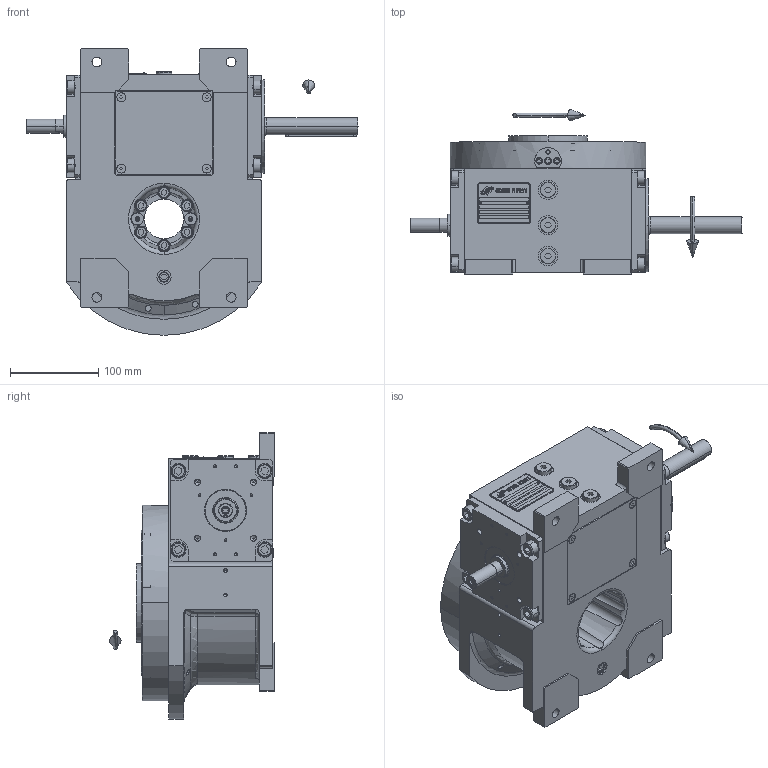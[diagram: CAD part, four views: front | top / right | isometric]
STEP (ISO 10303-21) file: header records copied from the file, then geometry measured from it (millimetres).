
FILE_DESCRIPTION (( 'STEP AP203' ), '1' );
FILE_NAME ('PC5200593.step', '2024-09-04T14:26:52', ( '' ), ( '' ), 'SwSTEP 2.0', 'SolidWorks 2020', '' );
FILE_SCHEMA (( 'CONFIG_CONTROL_DESIGN' ));
Length unit declared in the file: millimetre
Products named in the file (80): freccia_angolare_albero; cfn2000_01_103; CFN2000_01_185.stp; cfn2115_02_165; rig06_002_bl_022; cfn2276_01_074; rig06_005_n_01; cfn2107_01_001; CFN2203_02_001.stp; cfn2151_01_290; RIG06_021_AF0.stp; cfn2155_01_056; CFN2104_02_017.stp; rig06_001_a; cfn2128_19_002; PC5200593; CFN2010_02_002.stp; cfn2000_01_126; rig06_003_8; cfn2158_01_010; cfn2000_01_124; cfn2003_01_054; RIG06_005_ASM.stp; cfn2155_01_303; rig06_007_master; rig06_016; AS_rig06_071_8_m; cfn2151_01_109; AS_rig06_004_s_001; olio_agip_blasia_150; AS_rig06_016; AS_cfn2476_01_002_60x46; AS_rig06_004; rig06_071_08_m_asm.stp; 9004_2512; cfn2115_02_178; AS_900_38_30_003; cfn2104_01_016; AS_rig06_002_bl_022; 900_38_30_003 ...
Assembly tree (72 placements, depth 5):
  cfn2115_02_165
  cfn2276_01_074
  CFN2203_02_001.stp
  cfn2151_01_290
  PC5200593
    rig06_001_a
    AS_cfn2476_01_002_60x46
      cfn2476_01_002_60x46
      cfn2107_01_001
      cfn2107_01_001
    AS_rig06_071_8_m
      rig06_071_08_m_asm.stp
        RIG06_005_ASM.stp
          RIG06_021_AF0.stp
          CFN2000_01_185.stp
          CFN2000_01_185.stp
          CFN2104_02_017.stp
        CFN2010_02_002.stp
      rig06_005_n_01
      rig06_003_8
      cfn2104_01_016  x2
      cfn2000_01_124
      cfn2000_01_124  x6
      cfn2000_01_124
      cfn2000_01_124
      cfn2000_01_124
      cfn2155_01_303
    AS_rig06_017
      rig06_017
      cfn2158_01_011
      cfn2000_01_126
      cfn2000_01_126
      cfn2000_01_126
      cfn2000_01_126
      cfn2000_01_126
      cfn2000_01_126
    AS_rig06_004
      rig06_004
      cfn2070_05_005
      cfn2000_01_103
      cfn2000_01_103
      cfn2000_01_103
      cfn2000_01_103
      cfn2155_01_056
    AS_rig06_004_s_001
      rig06_004_s_001
      cfn2070_05_005
      cfn2000_01_103
      cfn2000_01_103
      cfn2000_01_103
      cfn2000_01_103
      cfn2155_01_056
    AS_rig06_002_bl_022
      rig06_002_bl_022
      cfn2115_02_178
    9004_2512
    cfn2128_04_004
    cfn2128_04_004
    cfn2128_04_004
    cfn2128_19_002
Bounding box: 376.5 x 187 x 325 mm (x, y, z)
Volume: 2330011.2 mm3; surface area: 769648.8 mm2
Topology: 63 solids, 63 shells, 2013 faces, 4993 edges, 3204 vertices
Faces by surface type: plane 1023, cylinder 647, cone 311, torus 20, bspline 6, sphere 6
Entity records: 69137 total; most frequent: CARTESIAN_POINT 15075, DIRECTION 9640, ORIENTED_EDGE 9266, EDGE_CURVE 4633, AXIS2_PLACEMENT_3D 3330, VERTEX_POINT 3023, LINE 2980, VECTOR 2980
